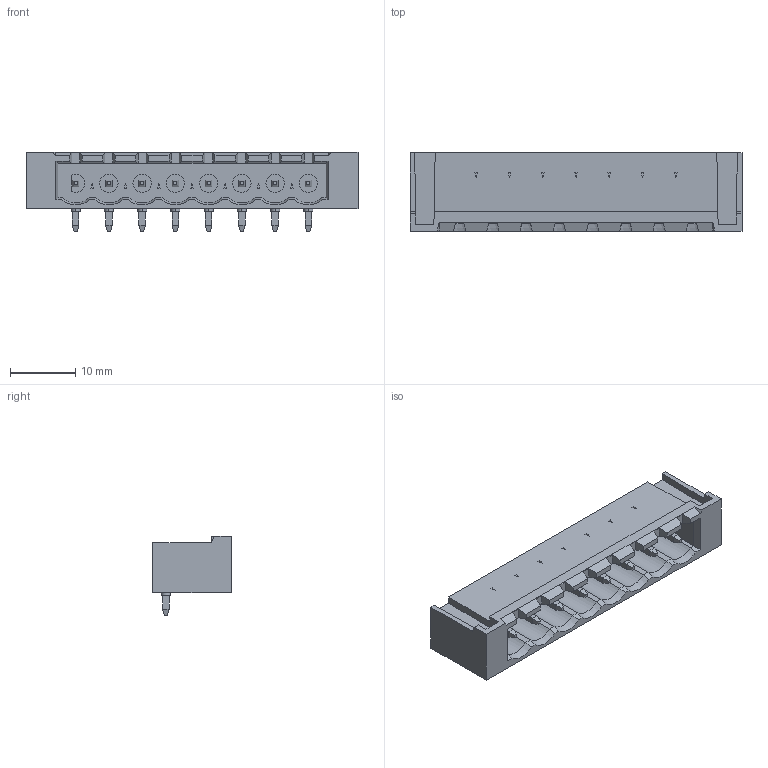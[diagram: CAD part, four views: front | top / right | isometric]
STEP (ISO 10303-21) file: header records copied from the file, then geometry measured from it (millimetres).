
FILE_DESCRIPTION((''),'2;1');
FILE_NAME('PHOENIX_1809131.stp','2015-06-15T11:38:18',(''),(''),'Mechanical Desktop 2011','Mechanical Desktop 2011',', , ');
FILE_SCHEMA(('AUTOMOTIVE_DESIGN { 1 2 10303 214 1 1 1 1 }'));
Length unit declared in the file: millimetre
Products named in the file (1): Product
Bounding box: 50.75 x 12 x 12.1 mm (x, y, z)
Volume: 2491.7 mm3; surface area: 3928.7 mm2
Topology: 17 solids, 17 shells, 510 faces, 1184 edges, 744 vertices
Faces by surface type: plane 437, cylinder 39, bspline 18, cone 8, sphere 8
Entity records: 14740 total; most frequent: CARTESIAN_POINT 3033, ORIENTED_EDGE 2368, DIRECTION 2350, EDGE_CURVE 1184, VECTOR 972, LINE 972, VERTEX_POINT 744, AXIS2_PLACEMENT_3D 689
